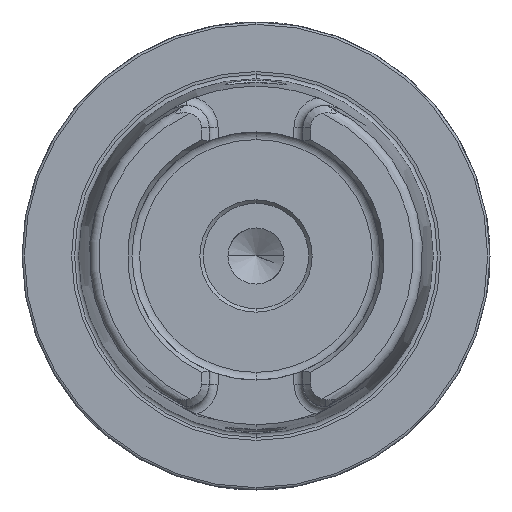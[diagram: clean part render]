
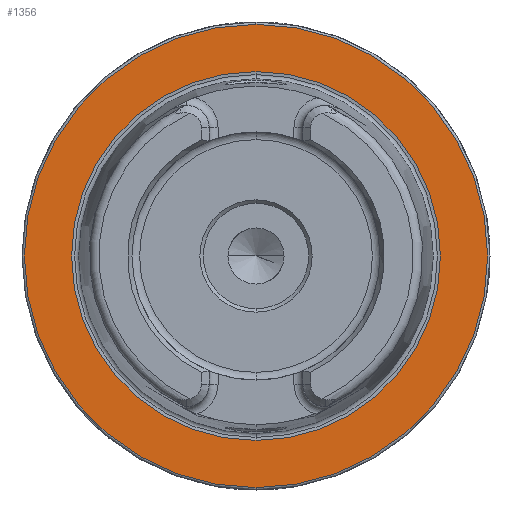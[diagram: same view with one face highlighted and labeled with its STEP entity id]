
A CAD part, left-side view. The second image highlights one B-rep face of the part: STEP entity #1356.
In plain terms, the highlighted planar face has unit normal (-1, 0, 0).
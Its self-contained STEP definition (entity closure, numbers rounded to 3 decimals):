
#1356 = ADVANCED_FACE ( 'NONE', ( #5454, #5456 ), #12479, .F. ) ;
#1864 = CARTESIAN_POINT ( 'NONE',  ( 0., 0., 49.5 ) ) ;
#2832 = CARTESIAN_POINT ( 'NONE',  ( 0., 0., 0. ) ) ;
#2833 = DIRECTION ( 'NONE',  ( -1., 0., 0. ) ) ;
#2834 = DIRECTION ( 'NONE',  ( 0., 0., 1. ) ) ;
#2843 = CARTESIAN_POINT ( 'NONE',  ( 0., 0., 0. ) ) ;
#2844 = DIRECTION ( 'NONE',  ( -1., 0., 0. ) ) ;
#2845 = DIRECTION ( 'NONE',  ( 0., 0., 1. ) ) ;
#3940 = VERTEX_POINT ( 'NONE', #1864 ) ;
#3944 = VERTEX_POINT ( 'NONE', #13857 ) ;
#3945 = VERTEX_POINT ( 'NONE', #13858 ) ;
#3947 = VERTEX_POINT ( 'NONE', #13860 ) ;
#4689 = CARTESIAN_POINT ( 'NONE',  ( 0., 0., 0. ) ) ;
#4690 = DIRECTION ( 'NONE',  ( -1., 0., 0. ) ) ;
#4691 = DIRECTION ( 'NONE',  ( 0., 0., 1. ) ) ;
#4692 = CARTESIAN_POINT ( 'NONE',  ( 0., 0., 0. ) ) ;
#4693 = DIRECTION ( 'NONE',  ( -1., 0., 0. ) ) ;
#4694 = DIRECTION ( 'NONE',  ( 0., 0., 1. ) ) ;
#5454 = FACE_BOUND ( 'NONE', #9222, .T. ) ;
#5456 = FACE_OUTER_BOUND ( 'NONE', #9224, .T. ) ;
#6564 = CIRCLE ( 'NONE', #7987, 39.405 ) ;
#6565 = CIRCLE ( 'NONE', #10273, 49.5 ) ;
#6784 = CIRCLE ( 'NONE', #8913, 49.5 ) ;
#6787 = CIRCLE ( 'NONE', #8916, 39.405 ) ;
#7987 = AXIS2_PLACEMENT_3D ( 'NONE', #4689, #4690, #4691 ) ;
#8682 = AXIS2_PLACEMENT_3D ( 'NONE', #12478, #12444, #12476 ) ;
#8913 = AXIS2_PLACEMENT_3D ( 'NONE', #2832, #2833, #2834 ) ;
#8916 = AXIS2_PLACEMENT_3D ( 'NONE', #2843, #2844, #2845 ) ;
#9222 = EDGE_LOOP ( 'NONE', ( #14512, #14511 ) ) ;
#9224 = EDGE_LOOP ( 'NONE', ( #14510, #14509 ) ) ;
#10273 = AXIS2_PLACEMENT_3D ( 'NONE', #4692, #4693, #4694 ) ;
#10792 = EDGE_CURVE ( 'NONE', #3944, #3945, #6564, .T. ) ;
#10793 = EDGE_CURVE ( 'NONE', #3947, #3940, #6565, .T. ) ;
#12444 = DIRECTION ( 'NONE',  ( 1., 0., 0. ) ) ;
#12476 = DIRECTION ( 'NONE',  ( 0., 0., -1. ) ) ;
#12478 = CARTESIAN_POINT ( 'NONE',  ( 0., 49.5, 0. ) ) ;
#12479 = PLANE ( 'NONE',  #8682 ) ;
#12585 = EDGE_CURVE ( 'NONE', #3940, #3947, #6784, .T. ) ;
#12589 = EDGE_CURVE ( 'NONE', #3945, #3944, #6787, .T. ) ;
#13857 = CARTESIAN_POINT ( 'NONE',  ( 0., 0., 39.405 ) ) ;
#13858 = CARTESIAN_POINT ( 'NONE',  ( 0., 0., -39.405 ) ) ;
#13860 = CARTESIAN_POINT ( 'NONE',  ( 0., 0., -49.5 ) ) ;
#14509 = ORIENTED_EDGE ( 'NONE', *, *, #10793, .T. ) ;
#14510 = ORIENTED_EDGE ( 'NONE', *, *, #12585, .T. ) ;
#14511 = ORIENTED_EDGE ( 'NONE', *, *, #12589, .F. ) ;
#14512 = ORIENTED_EDGE ( 'NONE', *, *, #10792, .F. ) ;
